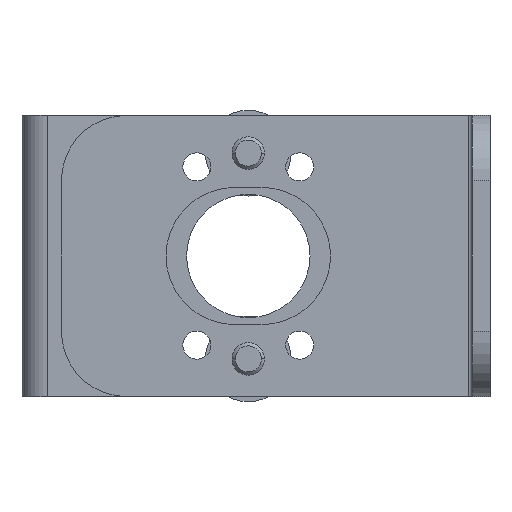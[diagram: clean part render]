
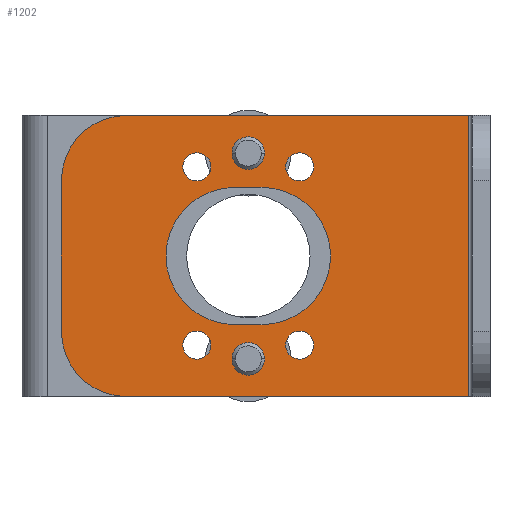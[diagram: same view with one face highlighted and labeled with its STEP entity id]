
A CAD part, front view. The second image highlights one B-rep face of the part: STEP entity #1202.
In plain terms, the highlighted planar face has unit normal (0, -1, 0).
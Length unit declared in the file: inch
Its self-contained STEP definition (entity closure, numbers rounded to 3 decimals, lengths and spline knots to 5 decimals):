
#9=DIRECTION('',(1.,0.,0.));
#10=VECTOR('',#9,1.995);
#11=CARTESIAN_POINT('',(0.125,2.695,-0.82));
#12=LINE('',#11,#10);
#247=DIRECTION('',(0.,0.,1.));
#248=VECTOR('',#247,1.64);
#249=CARTESIAN_POINT('',(0.125,2.695,-0.82));
#250=LINE('',#249,#248);
#265=DIRECTION('',(-1.,0.,0.));
#266=VECTOR('',#265,0.16);
#267=CARTESIAN_POINT('',(1.49,2.695,-0.4));
#268=LINE('',#267,#266);
#269=CARTESIAN_POINT('',(1.49,2.695,0.));
#270=DIRECTION('',(0.,1.,0.));
#271=DIRECTION('',(0.,0.,1.));
#272=AXIS2_PLACEMENT_3D('',#269,#270,#271);
#274=DIRECTION('',(1.,0.,0.));
#275=VECTOR('',#274,0.16);
#276=CARTESIAN_POINT('',(1.33,2.695,0.4));
#277=LINE('',#276,#275);
#278=CARTESIAN_POINT('',(1.33,2.695,0.));
#279=DIRECTION('',(0.,1.,0.));
#280=DIRECTION('',(0.,0.,-1.));
#281=AXIS2_PLACEMENT_3D('',#278,#279,#280);
#283=CARTESIAN_POINT('',(1.41,2.695,-0.6));
#284=DIRECTION('',(0.,1.,0.));
#285=DIRECTION('',(1.,0.,0.));
#286=AXIS2_PLACEMENT_3D('',#283,#284,#285);
#288=CARTESIAN_POINT('',(1.41,2.695,-0.6));
#289=DIRECTION('',(0.,1.,0.));
#290=DIRECTION('',(-1.,0.,0.));
#291=AXIS2_PLACEMENT_3D('',#288,#289,#290);
#293=CARTESIAN_POINT('',(1.71,2.695,-0.51962));
#294=DIRECTION('',(0.,1.,0.));
#295=DIRECTION('',(1.,0.,0.));
#296=AXIS2_PLACEMENT_3D('',#293,#294,#295);
#298=CARTESIAN_POINT('',(1.71,2.695,-0.51962));
#299=DIRECTION('',(0.,1.,0.));
#300=DIRECTION('',(-1.,0.,0.));
#301=AXIS2_PLACEMENT_3D('',#298,#299,#300);
#303=CARTESIAN_POINT('',(1.11,2.695,-0.51962));
#304=DIRECTION('',(0.,1.,0.));
#305=DIRECTION('',(1.,0.,0.));
#306=AXIS2_PLACEMENT_3D('',#303,#304,#305);
#308=CARTESIAN_POINT('',(1.11,2.695,-0.51962));
#309=DIRECTION('',(0.,1.,0.));
#310=DIRECTION('',(-1.,0.,0.));
#311=AXIS2_PLACEMENT_3D('',#308,#309,#310);
#313=CARTESIAN_POINT('',(1.71,2.695,0.51962));
#314=DIRECTION('',(0.,1.,0.));
#315=DIRECTION('',(1.,0.,0.));
#316=AXIS2_PLACEMENT_3D('',#313,#314,#315);
#318=CARTESIAN_POINT('',(1.71,2.695,0.51962));
#319=DIRECTION('',(0.,1.,0.));
#320=DIRECTION('',(-1.,0.,0.));
#321=AXIS2_PLACEMENT_3D('',#318,#319,#320);
#323=CARTESIAN_POINT('',(1.41,2.695,0.6));
#324=DIRECTION('',(0.,1.,0.));
#325=DIRECTION('',(1.,0.,0.));
#326=AXIS2_PLACEMENT_3D('',#323,#324,#325);
#328=CARTESIAN_POINT('',(1.41,2.695,0.6));
#329=DIRECTION('',(0.,1.,0.));
#330=DIRECTION('',(-1.,0.,0.));
#331=AXIS2_PLACEMENT_3D('',#328,#329,#330);
#333=CARTESIAN_POINT('',(1.11,2.695,0.51962));
#334=DIRECTION('',(0.,1.,0.));
#335=DIRECTION('',(1.,0.,0.));
#336=AXIS2_PLACEMENT_3D('',#333,#334,#335);
#338=CARTESIAN_POINT('',(1.11,2.695,0.51962));
#339=DIRECTION('',(0.,1.,0.));
#340=DIRECTION('',(-1.,0.,0.));
#341=AXIS2_PLACEMENT_3D('',#338,#339,#340);
#493=CARTESIAN_POINT('',(2.12,2.695,-0.44));
#494=DIRECTION('',(0.,-1.,0.));
#495=DIRECTION('',(0.,0.,-1.));
#496=AXIS2_PLACEMENT_3D('',#493,#494,#495);
#507=DIRECTION('',(0.,0.,1.));
#508=VECTOR('',#507,0.88);
#509=CARTESIAN_POINT('',(2.5,2.695,-0.44));
#510=LINE('',#509,#508);
#524=CARTESIAN_POINT('',(2.12,2.695,0.44));
#525=DIRECTION('',(0.,-1.,0.));
#526=DIRECTION('',(1.,0.,0.));
#527=AXIS2_PLACEMENT_3D('',#524,#525,#526);
#533=DIRECTION('',(1.,0.,0.));
#534=VECTOR('',#533,1.995);
#535=CARTESIAN_POINT('',(0.125,2.695,0.82));
#536=LINE('',#535,#534);
#657=CARTESIAN_POINT('',(1.49,2.695,-0.4));
#658=CARTESIAN_POINT('',(1.33,2.695,-0.4));
#659=VERTEX_POINT('',#657);
#660=VERTEX_POINT('',#658);
#661=CARTESIAN_POINT('',(1.33,2.695,0.4));
#662=VERTEX_POINT('',#661);
#663=CARTESIAN_POINT('',(1.49,2.695,0.4));
#664=VERTEX_POINT('',#663);
#669=CARTESIAN_POINT('',(1.492,2.695,-0.6));
#670=CARTESIAN_POINT('',(1.328,2.695,-0.6));
#671=VERTEX_POINT('',#669);
#672=VERTEX_POINT('',#670);
#689=CARTESIAN_POINT('',(2.12,2.695,0.82));
#691=VERTEX_POINT('',#689);
#695=CARTESIAN_POINT('',(2.5,2.695,0.44));
#696=VERTEX_POINT('',#695);
#698=CARTESIAN_POINT('',(2.12,2.695,-0.82));
#700=VERTEX_POINT('',#698);
#701=CARTESIAN_POINT('',(2.5,2.695,-0.44));
#702=VERTEX_POINT('',#701);
#705=CARTESIAN_POINT('',(0.125,2.695,-0.82));
#706=CARTESIAN_POINT('',(0.125,2.695,0.82));
#707=VERTEX_POINT('',#705);
#708=VERTEX_POINT('',#706);
#741=CARTESIAN_POINT('',(1.792,2.695,-0.51962));
#742=CARTESIAN_POINT('',(1.628,2.695,-0.51962));
#743=VERTEX_POINT('',#741);
#744=VERTEX_POINT('',#742);
#745=CARTESIAN_POINT('',(1.192,2.695,-0.51962));
#746=CARTESIAN_POINT('',(1.028,2.695,-0.51962));
#747=VERTEX_POINT('',#745);
#748=VERTEX_POINT('',#746);
#749=CARTESIAN_POINT('',(1.792,2.695,0.51962));
#750=CARTESIAN_POINT('',(1.628,2.695,0.51962));
#751=VERTEX_POINT('',#749);
#752=VERTEX_POINT('',#750);
#753=CARTESIAN_POINT('',(1.492,2.695,0.6));
#754=CARTESIAN_POINT('',(1.328,2.695,0.6));
#755=VERTEX_POINT('',#753);
#756=VERTEX_POINT('',#754);
#757=CARTESIAN_POINT('',(1.192,2.695,0.51962));
#758=CARTESIAN_POINT('',(1.028,2.695,0.51962));
#759=VERTEX_POINT('',#757);
#760=VERTEX_POINT('',#758);
#1139=CARTESIAN_POINT('',(0.105,2.695,-0.82));
#1140=DIRECTION('',(0.,-1.,0.));
#1141=DIRECTION('',(1.,0.,0.));
#1142=AXIS2_PLACEMENT_3D('',#1139,#1140,#1141);
#1143=PLANE('',#1142);
#1144=ORIENTED_EDGE('',*,*,#1130,.T.);
#1146=ORIENTED_EDGE('',*,*,#1145,.T.);
#1148=ORIENTED_EDGE('',*,*,#1147,.F.);
#1150=ORIENTED_EDGE('',*,*,#1149,.F.);
#1152=ORIENTED_EDGE('',*,*,#1151,.F.);
#1153=ORIENTED_EDGE('',*,*,#776,.F.);
#1154=EDGE_LOOP('',(#1144,#1146,#1148,#1150,#1152,#1153));
#1155=FACE_OUTER_BOUND('',#1154,.F.);
#1157=ORIENTED_EDGE('',*,*,#1156,.F.);
#1159=ORIENTED_EDGE('',*,*,#1158,.F.);
#1161=ORIENTED_EDGE('',*,*,#1160,.F.);
#1163=ORIENTED_EDGE('',*,*,#1162,.F.);
#1164=EDGE_LOOP('',(#1157,#1159,#1161,#1163));
#1165=FACE_BOUND('',#1164,.F.);
#1167=ORIENTED_EDGE('',*,*,#1166,.F.);
#1169=ORIENTED_EDGE('',*,*,#1168,.F.);
#1170=EDGE_LOOP('',(#1167,#1169));
#1171=FACE_BOUND('',#1170,.F.);
#1173=ORIENTED_EDGE('',*,*,#1172,.F.);
#1175=ORIENTED_EDGE('',*,*,#1174,.F.);
#1176=EDGE_LOOP('',(#1173,#1175));
#1177=FACE_BOUND('',#1176,.F.);
#1179=ORIENTED_EDGE('',*,*,#1178,.F.);
#1181=ORIENTED_EDGE('',*,*,#1180,.F.);
#1182=EDGE_LOOP('',(#1179,#1181));
#1183=FACE_BOUND('',#1182,.F.);
#1185=ORIENTED_EDGE('',*,*,#1184,.F.);
#1187=ORIENTED_EDGE('',*,*,#1186,.F.);
#1188=EDGE_LOOP('',(#1185,#1187));
#1189=FACE_BOUND('',#1188,.F.);
#1191=ORIENTED_EDGE('',*,*,#1190,.F.);
#1193=ORIENTED_EDGE('',*,*,#1192,.F.);
#1194=EDGE_LOOP('',(#1191,#1193));
#1195=FACE_BOUND('',#1194,.F.);
#1197=ORIENTED_EDGE('',*,*,#1196,.F.);
#1199=ORIENTED_EDGE('',*,*,#1198,.F.);
#1200=EDGE_LOOP('',(#1197,#1199));
#1201=FACE_BOUND('',#1200,.F.);
#1202=ADVANCED_FACE('',(#1155,#1165,#1171,#1177,#1183,#1189,#1195,#1201),#1143,
.T.);
#273=CIRCLE('',#272,0.4);
#282=CIRCLE('',#281,0.4);
#287=CIRCLE('',#286,0.082);
#292=CIRCLE('',#291,0.082);
#297=CIRCLE('',#296,0.082);
#302=CIRCLE('',#301,0.082);
#307=CIRCLE('',#306,0.082);
#312=CIRCLE('',#311,0.082);
#317=CIRCLE('',#316,0.082);
#322=CIRCLE('',#321,0.082);
#327=CIRCLE('',#326,0.082);
#332=CIRCLE('',#331,0.082);
#337=CIRCLE('',#336,0.082);
#342=CIRCLE('',#341,0.082);
#497=CIRCLE('',#496,0.38);
#528=CIRCLE('',#527,0.38);
#776=EDGE_CURVE('',#707,#700,#12,.T.);
#1130=EDGE_CURVE('',#707,#708,#250,.T.);
#1145=EDGE_CURVE('',#708,#691,#536,.T.);
#1147=EDGE_CURVE('',#696,#691,#528,.T.);
#1149=EDGE_CURVE('',#702,#696,#510,.T.);
#1151=EDGE_CURVE('',#700,#702,#497,.T.);
#1156=EDGE_CURVE('',#659,#660,#268,.T.);
#1158=EDGE_CURVE('',#664,#659,#273,.T.);
#1160=EDGE_CURVE('',#662,#664,#277,.T.);
#1162=EDGE_CURVE('',#660,#662,#282,.T.);
#1166=EDGE_CURVE('',#671,#672,#287,.T.);
#1168=EDGE_CURVE('',#672,#671,#292,.T.);
#1172=EDGE_CURVE('',#743,#744,#297,.T.);
#1174=EDGE_CURVE('',#744,#743,#302,.T.);
#1178=EDGE_CURVE('',#747,#748,#307,.T.);
#1180=EDGE_CURVE('',#748,#747,#312,.T.);
#1184=EDGE_CURVE('',#751,#752,#317,.T.);
#1186=EDGE_CURVE('',#752,#751,#322,.T.);
#1190=EDGE_CURVE('',#755,#756,#327,.T.);
#1192=EDGE_CURVE('',#756,#755,#332,.T.);
#1196=EDGE_CURVE('',#759,#760,#337,.T.);
#1198=EDGE_CURVE('',#760,#759,#342,.T.);
